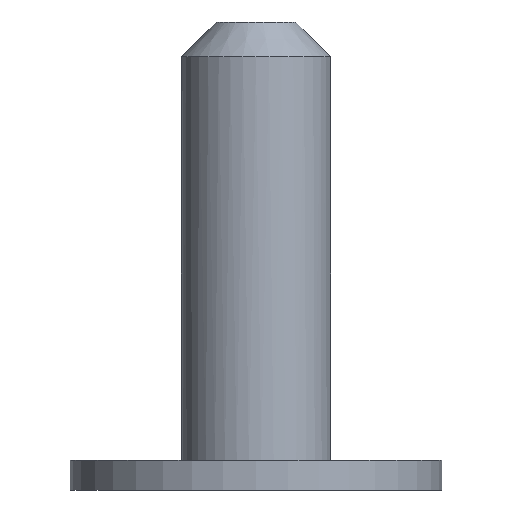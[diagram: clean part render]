
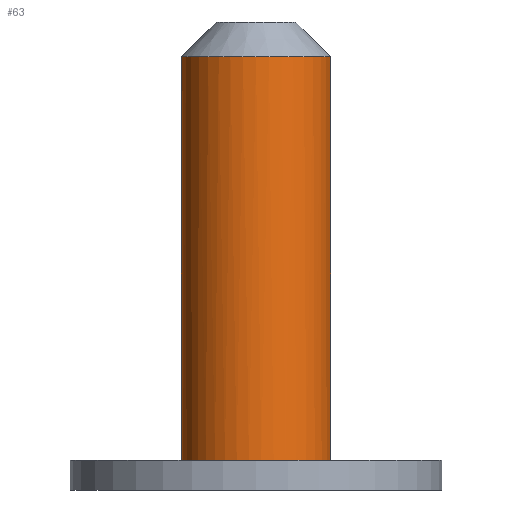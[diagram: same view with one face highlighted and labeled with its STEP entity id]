
A CAD part, front view. The second image highlights one B-rep face of the part: STEP entity #63.
In plain terms, the highlighted cylindrical face has radius 7.5 mm (diameter 15 mm), a full revolution.
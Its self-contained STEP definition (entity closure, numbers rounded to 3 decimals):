
#63=ADVANCED_FACE('',(#201,#203),#205,.T.);
#201=FACE_OUTER_BOUND('',#202,.T.);
#202=EDGE_LOOP('',(#606));
#203=FACE_BOUND('',#204,.T.);
#204=EDGE_LOOP('',(#607,#608,#609,#610,#611));
#205=CYLINDRICAL_SURFACE('',#206,7.5);
#206=AXIS2_PLACEMENT_3D('',#207,#208,#209);
#207=CARTESIAN_POINT('',(97.271,-20.,-11.5));
#208=DIRECTION('',(0.,0.,-1.));
#209=DIRECTION('',(1.,0.,0.));
#606=ORIENTED_EDGE('',*,*,#846,.F.);
#607=ORIENTED_EDGE('',*,*,#801,.F.);
#608=ORIENTED_EDGE('',*,*,#847,.F.);
#609=ORIENTED_EDGE('',*,*,#806,.F.);
#610=ORIENTED_EDGE('',*,*,#848,.F.);
#611=ORIENTED_EDGE('',*,*,#802,.F.);
#801=EDGE_CURVE('',#976,#978,#979,.T.);
#802=EDGE_CURVE('',#978,#980,#981,.T.);
#806=EDGE_CURVE('',#986,#988,#989,.T.);
#846=EDGE_CURVE('',#1051,#1051,#1052,.F.);
#847=EDGE_CURVE('',#988,#976,#1053,.T.);
#848=EDGE_CURVE('',#980,#986,#1054,.T.);
#976=VERTEX_POINT('',#1304);
#978=VERTEX_POINT('',#1308);
#979=CIRCLE('',#1309,7.5);
#980=VERTEX_POINT('',#1313);
#981=CIRCLE('',#1314,7.5);
#986=VERTEX_POINT('',#1327);
#988=VERTEX_POINT('',#1331);
#989=CIRCLE('',#1332,7.5);
#1051=VERTEX_POINT('',#1618);
#1052=CIRCLE('',#1619,7.5);
#1053=CIRCLE('',#1623,7.5);
#1054=CIRCLE('',#1627,7.5);
#1304=CARTESIAN_POINT('',(104.092,-16.88,-52.));
#1308=CARTESIAN_POINT('',(104.771,-20.,-52.));
#1309=AXIS2_PLACEMENT_3D('',#1310,#1311,#1312);
#1310=CARTESIAN_POINT('',(97.271,-20.,-52.));
#1311=DIRECTION('',(0.,0.,-1.));
#1312=DIRECTION('',(0.909,0.416,0.));
#1313=CARTESIAN_POINT('',(94.151,-26.82,-52.));
#1314=AXIS2_PLACEMENT_3D('',#1315,#1316,#1317);
#1315=CARTESIAN_POINT('',(97.271,-20.,-52.));
#1316=DIRECTION('',(0.,0.,-1.));
#1317=DIRECTION('',(1.,0.,0.));
#1327=CARTESIAN_POINT('',(90.302,-22.77,-52.));
#1331=CARTESIAN_POINT('',(100.041,-13.03,-52.));
#1332=AXIS2_PLACEMENT_3D('',#1333,#1334,#1335);
#1333=CARTESIAN_POINT('',(97.271,-20.,-52.));
#1334=DIRECTION('',(0.,0.,-1.));
#1335=DIRECTION('',(-0.929,-0.369,0.));
#1618=CARTESIAN_POINT('',(104.771,-20.,-11.5));
#1619=AXIS2_PLACEMENT_3D('',#1620,#1621,#1622);
#1620=CARTESIAN_POINT('',(97.271,-20.,-11.5));
#1621=DIRECTION('',(0.,0.,-1.));
#1622=DIRECTION('',(1.,0.,0.));
#1623=AXIS2_PLACEMENT_3D('',#1624,#1625,#1626);
#1624=CARTESIAN_POINT('',(97.271,-20.,-52.));
#1625=DIRECTION('',(0.,0.,-1.));
#1626=DIRECTION('',(0.369,0.929,0.));
#1627=AXIS2_PLACEMENT_3D('',#1628,#1629,#1630);
#1628=CARTESIAN_POINT('',(97.271,-20.,-52.));
#1629=DIRECTION('',(0.,0.,-1.));
#1630=DIRECTION('',(-0.416,-0.909,0.));
